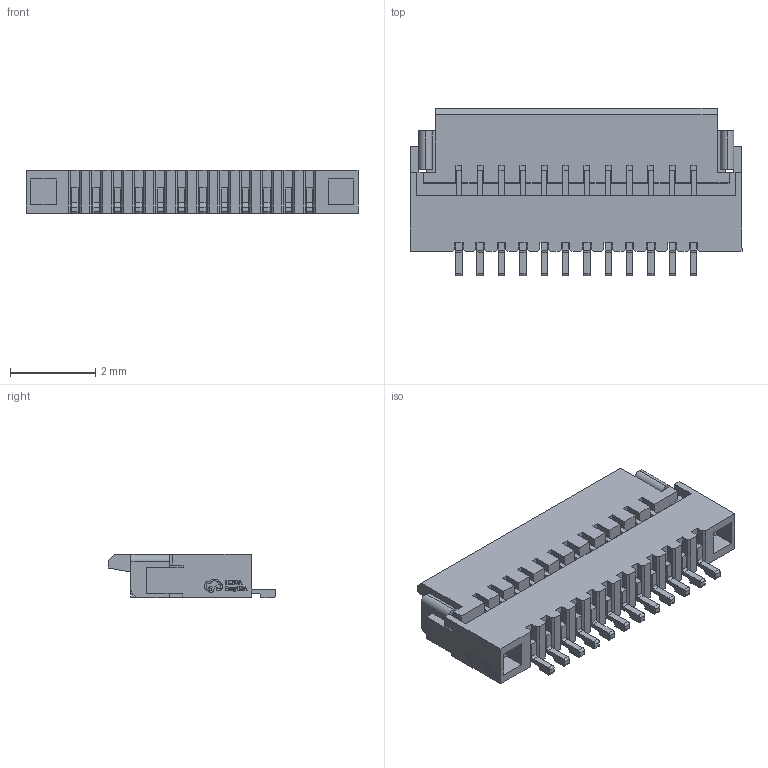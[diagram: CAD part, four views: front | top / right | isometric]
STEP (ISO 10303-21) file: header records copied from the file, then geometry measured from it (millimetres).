
FILE_DESCRIPTION (( 'STEP AP214' ), '1' );
FILE_NAME ('FPC-SMD_12P-P0.50_HCTL_HC-FPC-05-10-12RLTAG.STEP', '2022-12-17T06:28:04', ( '' ), ( '' ), 'SwSTEP 2.0', 'SolidWorks 2020', '' );
FILE_SCHEMA (( 'AUTOMOTIVE_DESIGN' ));
Length unit declared in the file: millimetre
Products named in the file (1): FPC-SMD_12P-P0.50_HCTL_HC-FPC-05-10-12RLTAG
Bounding box: 7.78 x 3.92 x 1.01 mm (x, y, z)
Volume: 16.7 mm3; surface area: 142.9 mm2
Topology: 4 solids, 4 shells, 899 faces, 2573 edges, 1714 vertices
Faces by surface type: plane 671, cylinder 130, bspline 98
Entity records: 39537 total; most frequent: CARTESIAN_POINT 6493, ORIENTED_EDGE 5146, DIRECTION 4237, EDGE_CURVE 2573, VECTOR 2113, LINE 2113, VERTEX_POINT 1714, AXIS2_PLACEMENT_3D 1062
